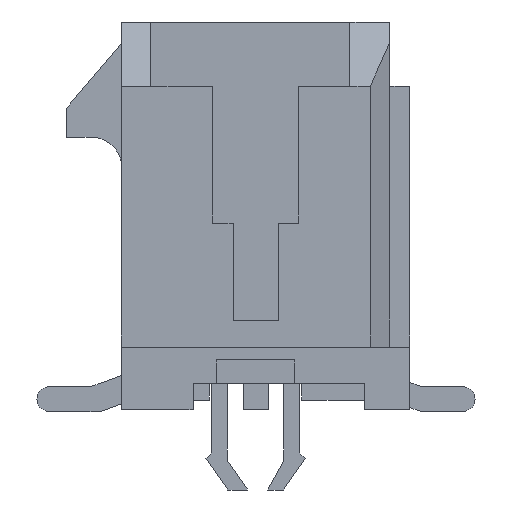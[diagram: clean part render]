
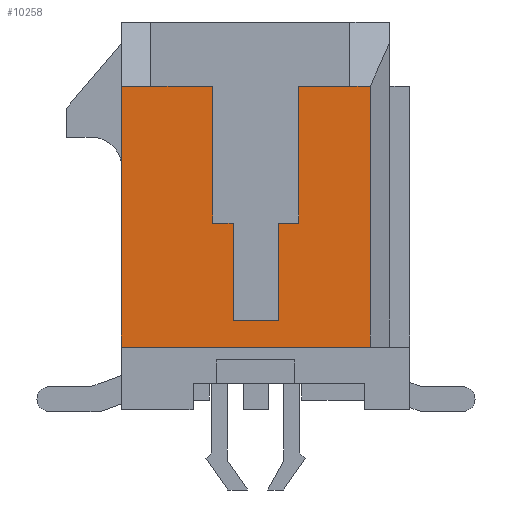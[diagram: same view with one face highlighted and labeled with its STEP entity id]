
A CAD part, left-side view. The second image highlights one B-rep face of the part: STEP entity #10258.
In plain terms, the highlighted planar face has unit normal (-1, 0, 0).
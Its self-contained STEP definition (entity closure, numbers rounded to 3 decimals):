
#1=DIRECTION('',(0.,0.,-1.));
#2=VECTOR('',#1,3.5);
#3=CARTESIAN_POINT('',(-16.825,-1.1,3.315));
#4=LINE('',#3,#2);
#5=DIRECTION('',(0.,1.,0.));
#6=VECTOR('',#5,1.31);
#7=CARTESIAN_POINT('',(-16.825,-2.41,3.315));
#8=LINE('',#7,#6);
#9=DIRECTION('',(0.,-1.,0.));
#10=VECTOR('',#9,0.52);
#11=CARTESIAN_POINT('',(-16.825,-2.41,3.315));
#12=LINE('',#11,#10);
#13=DIRECTION('',(0.,0.,-1.));
#14=VECTOR('',#13,6.67);
#15=CARTESIAN_POINT('',(-16.825,-2.93,3.315));
#16=LINE('',#15,#14);
#17=DIRECTION('',(0.,1.,0.));
#18=VECTOR('',#17,6.36);
#19=CARTESIAN_POINT('',(-16.825,-2.93,-3.355));
#20=LINE('',#19,#18);
#21=DIRECTION('',(0.,0.,1.));
#22=VECTOR('',#21,6.67);
#23=CARTESIAN_POINT('',(-16.825,3.43,-3.355));
#24=LINE('',#23,#22);
#25=DIRECTION('',(0.,-1.,0.));
#26=VECTOR('',#25,0.75);
#27=CARTESIAN_POINT('',(-16.825,3.43,3.315));
#28=LINE('',#27,#26);
#29=DIRECTION('',(0.,1.,0.));
#30=VECTOR('',#29,1.58);
#31=CARTESIAN_POINT('',(-16.825,1.1,3.315));
#32=LINE('',#31,#30);
#33=DIRECTION('',(0.,0.,-1.));
#34=VECTOR('',#33,3.5);
#35=CARTESIAN_POINT('',(-16.825,1.1,3.315));
#36=LINE('',#35,#34);
#37=DIRECTION('',(0.,1.,0.));
#38=VECTOR('',#37,0.525);
#39=CARTESIAN_POINT('',(-16.825,0.575,-0.185));
#40=LINE('',#39,#38);
#41=DIRECTION('',(0.,0.,1.));
#42=VECTOR('',#41,2.5);
#43=CARTESIAN_POINT('',(-16.825,0.575,-2.685));
#44=LINE('',#43,#42);
#45=DIRECTION('',(0.,1.,0.));
#46=VECTOR('',#45,1.15);
#47=CARTESIAN_POINT('',(-16.825,-0.575,-2.685));
#48=LINE('',#47,#46);
#49=DIRECTION('',(0.,0.,-1.));
#50=VECTOR('',#49,2.5);
#51=CARTESIAN_POINT('',(-16.825,-0.575,-0.185));
#52=LINE('',#51,#50);
#53=DIRECTION('',(0.,1.,0.));
#54=VECTOR('',#53,0.525);
#55=CARTESIAN_POINT('',(-16.825,-1.1,-0.185));
#56=LINE('',#55,#54);
#7788=CARTESIAN_POINT('',(-16.825,3.43,3.315));
#7790=VERTEX_POINT('',#7788);
#7839=CARTESIAN_POINT('',(-16.825,2.68,3.315));
#7840=VERTEX_POINT('',#7839);
#7841=CARTESIAN_POINT('',(-16.825,-2.41,3.315));
#7842=VERTEX_POINT('',#7841);
#8111=CARTESIAN_POINT('',(-16.825,-1.1,3.315));
#8112=CARTESIAN_POINT('',(-16.825,-1.1,-0.185));
#8113=VERTEX_POINT('',#8111);
#8114=VERTEX_POINT('',#8112);
#8115=CARTESIAN_POINT('',(-16.825,-0.575,-0.185));
#8116=VERTEX_POINT('',#8115);
#8117=CARTESIAN_POINT('',(-16.825,-0.575,-2.685));
#8118=VERTEX_POINT('',#8117);
#8119=CARTESIAN_POINT('',(-16.825,0.575,-2.685));
#8120=VERTEX_POINT('',#8119);
#8121=CARTESIAN_POINT('',(-16.825,0.575,-0.185));
#8122=VERTEX_POINT('',#8121);
#8123=CARTESIAN_POINT('',(-16.825,1.1,-0.185));
#8124=VERTEX_POINT('',#8123);
#8125=CARTESIAN_POINT('',(-16.825,1.1,3.315));
#8126=VERTEX_POINT('',#8125);
#8845=CARTESIAN_POINT('',(-16.825,3.43,-3.355));
#8846=VERTEX_POINT('',#8845);
#8855=CARTESIAN_POINT('',(-16.825,-2.93,3.315));
#8856=VERTEX_POINT('',#8855);
#8857=CARTESIAN_POINT('',(-16.825,-2.93,-3.355));
#8858=VERTEX_POINT('',#8857);
#10223=CARTESIAN_POINT('',(-16.825,0.,0.));
#10224=DIRECTION('',(1.,0.,0.));
#10225=DIRECTION('',(0.,0.,-1.));
#10226=AXIS2_PLACEMENT_3D('',#10223,#10224,#10225);
#10227=PLANE('',#10226);
#10229=ORIENTED_EDGE('',*,*,#10228,.F.);
#10231=ORIENTED_EDGE('',*,*,#10230,.F.);
#10233=ORIENTED_EDGE('',*,*,#10232,.T.);
#10235=ORIENTED_EDGE('',*,*,#10234,.T.);
#10237=ORIENTED_EDGE('',*,*,#10236,.T.);
#10239=ORIENTED_EDGE('',*,*,#10238,.T.);
#10241=ORIENTED_EDGE('',*,*,#10240,.T.);
#10243=ORIENTED_EDGE('',*,*,#10242,.F.);
#10245=ORIENTED_EDGE('',*,*,#10244,.T.);
#10247=ORIENTED_EDGE('',*,*,#10246,.F.);
#10249=ORIENTED_EDGE('',*,*,#10248,.F.);
#10251=ORIENTED_EDGE('',*,*,#10250,.F.);
#10253=ORIENTED_EDGE('',*,*,#10252,.F.);
#10255=ORIENTED_EDGE('',*,*,#10254,.F.);
#10256=EDGE_LOOP('',(#10229,#10231,#10233,#10235,#10237,#10239,#10241,#10243,
#10245,#10247,#10249,#10251,#10253,#10255));
#10257=FACE_OUTER_BOUND('',#10256,.F.);
#10258=ADVANCED_FACE('',(#10257),#10227,.F.);
#10228=EDGE_CURVE('',#8113,#8114,#4,.T.);
#10230=EDGE_CURVE('',#7842,#8113,#8,.T.);
#10232=EDGE_CURVE('',#7842,#8856,#12,.T.);
#10234=EDGE_CURVE('',#8856,#8858,#16,.T.);
#10236=EDGE_CURVE('',#8858,#8846,#20,.T.);
#10238=EDGE_CURVE('',#8846,#7790,#24,.T.);
#10240=EDGE_CURVE('',#7790,#7840,#28,.T.);
#10242=EDGE_CURVE('',#8126,#7840,#32,.T.);
#10244=EDGE_CURVE('',#8126,#8124,#36,.T.);
#10246=EDGE_CURVE('',#8122,#8124,#40,.T.);
#10248=EDGE_CURVE('',#8120,#8122,#44,.T.);
#10250=EDGE_CURVE('',#8118,#8120,#48,.T.);
#10252=EDGE_CURVE('',#8116,#8118,#52,.T.);
#10254=EDGE_CURVE('',#8114,#8116,#56,.T.);
